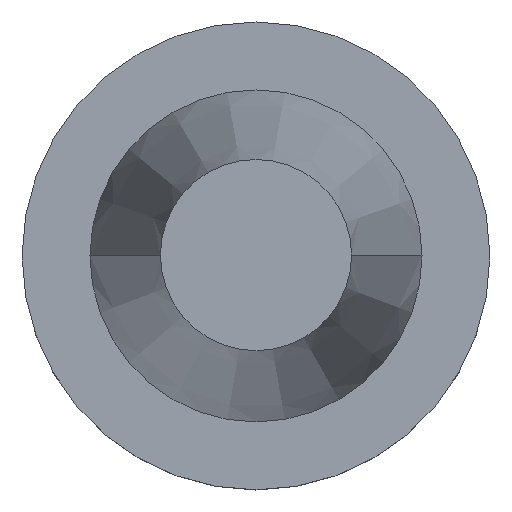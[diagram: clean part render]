
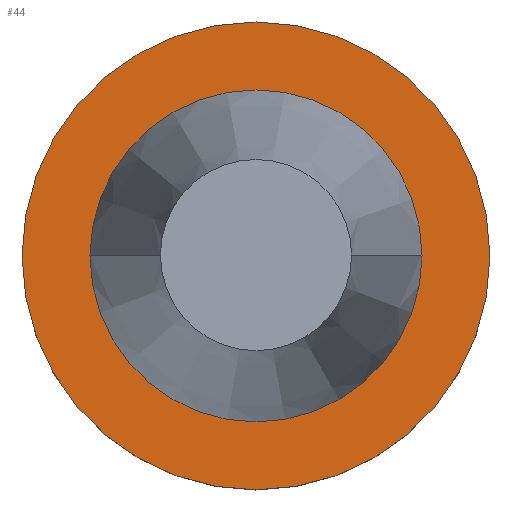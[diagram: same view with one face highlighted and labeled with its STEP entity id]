
A CAD part, top view. The second image highlights one B-rep face of the part: STEP entity #44.
In plain terms, the highlighted planar face has unit normal (0, 0, 1).
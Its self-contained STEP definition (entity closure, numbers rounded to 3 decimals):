
#27 = EDGE_CURVE ( 'NONE', #446, #847, #671, .T. ) ;
#40 = DIRECTION ( 'NONE',  ( 0., 0., 1. ) ) ;
#44 = ADVANCED_FACE ( 'NONE', ( #178, #427 ), #108, .F. ) ;
#75 = CARTESIAN_POINT ( 'NONE',  ( 34.925, 0., -1.5 ) ) ;
#85 = ORIENTED_EDGE ( 'NONE', *, *, #565, .T. ) ;
#91 = EDGE_CURVE ( 'NONE', #542, #339, #745, .T. ) ;
#108 = PLANE ( 'NONE',  #547 ) ;
#124 = DIRECTION ( 'NONE',  ( 1., 0., 0. ) ) ;
#132 = EDGE_LOOP ( 'NONE', ( #850, #382 ) ) ;
#160 = DIRECTION ( 'NONE',  ( 1., 0., 0. ) ) ;
#170 = DIRECTION ( 'NONE',  ( 0., 0., -1. ) ) ;
#172 = CARTESIAN_POINT ( 'NONE',  ( 0., 0., -1.5 ) ) ;
#176 = DIRECTION ( 'NONE',  ( -1., 0., 0. ) ) ;
#178 = FACE_BOUND ( 'NONE', #132, .T. ) ;
#179 = AXIS2_PLACEMENT_3D ( 'NONE', #656, #461, #851 ) ;
#242 = DIRECTION ( 'NONE',  ( 0., 0., 1. ) ) ;
#301 = AXIS2_PLACEMENT_3D ( 'NONE', #172, #40, #824 ) ;
#321 = CARTESIAN_POINT ( 'NONE',  ( 0., 0., -1.5 ) ) ;
#339 = VERTEX_POINT ( 'NONE', #75 ) ;
#382 = ORIENTED_EDGE ( 'NONE', *, *, #91, .F. ) ;
#427 = FACE_OUTER_BOUND ( 'NONE', #840, .T. ) ;
#433 = CARTESIAN_POINT ( 'NONE',  ( 0., 49.215, -1.5 ) ) ;
#436 = EDGE_CURVE ( 'NONE', #339, #542, #855, .T. ) ;
#446 = VERTEX_POINT ( 'NONE', #482 ) ;
#461 = DIRECTION ( 'NONE',  ( 0., 0., 1. ) ) ;
#479 = AXIS2_PLACEMENT_3D ( 'NONE', #838, #242, #160 ) ;
#482 = CARTESIAN_POINT ( 'NONE',  ( 49.215, 0., -1.5 ) ) ;
#489 = CARTESIAN_POINT ( 'NONE',  ( -34.925, 0., -1.5 ) ) ;
#542 = VERTEX_POINT ( 'NONE', #489 ) ;
#547 = AXIS2_PLACEMENT_3D ( 'NONE', #433, #170, #176 ) ;
#549 = CIRCLE ( 'NONE', #179, 49.215 ) ;
#565 = EDGE_CURVE ( 'NONE', #847, #446, #549, .T. ) ;
#581 = ORIENTED_EDGE ( 'NONE', *, *, #27, .T. ) ;
#656 = CARTESIAN_POINT ( 'NONE',  ( 0., 0., -1.5 ) ) ;
#671 = CIRCLE ( 'NONE', #301, 49.215 ) ;
#745 = CIRCLE ( 'NONE', #814, 34.925 ) ;
#754 = CARTESIAN_POINT ( 'NONE',  ( -49.215, 0., -1.5 ) ) ;
#780 = DIRECTION ( 'NONE',  ( 0., 0., 1. ) ) ;
#814 = AXIS2_PLACEMENT_3D ( 'NONE', #321, #780, #124 ) ;
#824 = DIRECTION ( 'NONE',  ( 1., 0., 0. ) ) ;
#838 = CARTESIAN_POINT ( 'NONE',  ( 0., 0., -1.5 ) ) ;
#840 = EDGE_LOOP ( 'NONE', ( #581, #85 ) ) ;
#847 = VERTEX_POINT ( 'NONE', #754 ) ;
#850 = ORIENTED_EDGE ( 'NONE', *, *, #436, .F. ) ;
#851 = DIRECTION ( 'NONE',  ( 1., 0., 0. ) ) ;
#855 = CIRCLE ( 'NONE', #479, 34.925 ) ;
